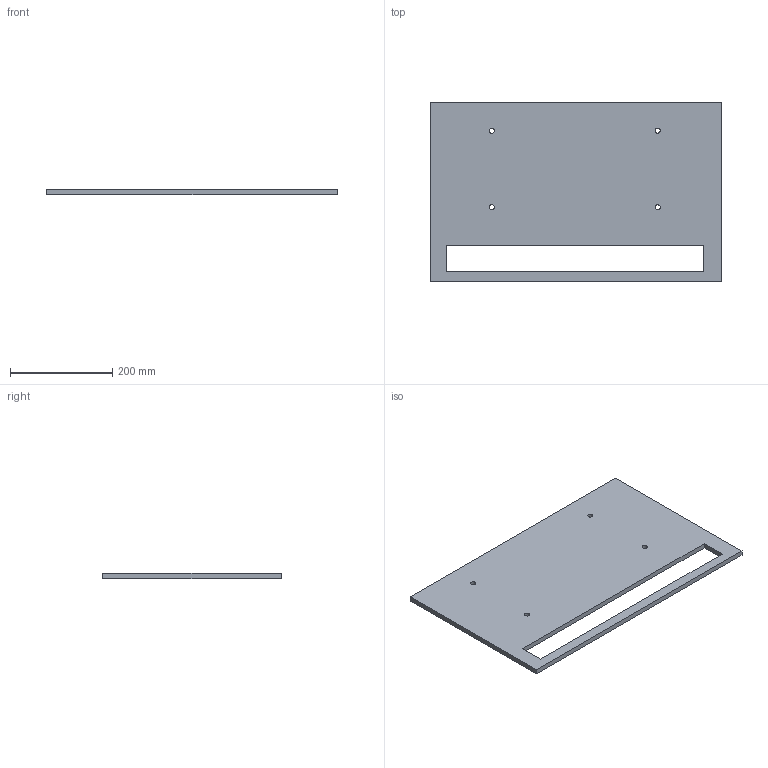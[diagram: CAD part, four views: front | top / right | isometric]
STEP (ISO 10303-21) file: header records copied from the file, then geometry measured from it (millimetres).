
FILE_DESCRIPTION(('CATIA V5 STEP Exchange'),'2;1');
FILE_NAME('1SDH001252R0213_1PA_001_01_E4.2_IV_W_FLOOR_FIXING.stp','2014-03-07T08:03:01+00:00',('none'),('none'),'CATIA Version 5 Release 20 SP 1 (IN-10)','CATIA V5 STEP AP214','none');
FILE_SCHEMA(('AUTOMOTIVE_DESIGN { 1 0 10303 214 1 1 1 1 }'));
Length unit declared in the file: millimetre
Products named in the file (1): 1SDH001252R0213_1PA_001_01_E4.2_IV_W_FLOOR_FIXING
Bounding box: 570 x 350 x 10 mm (x, y, z)
Volume: 1739858.4 mm3; surface area: 378708.3 mm2
Topology: 1 solids, 1 shells, 18 faces, 48 edges, 32 vertices
Faces by surface type: plane 10, cylinder 8
Entity records: 574 total; most frequent: ORIENTED_EDGE 96, CARTESIAN_POINT 95, DIRECTION 76, EDGE_CURVE 48, VECTOR 32, LINE 32, VERTEX_POINT 32, AXIS2_PLACEMENT_3D 31
